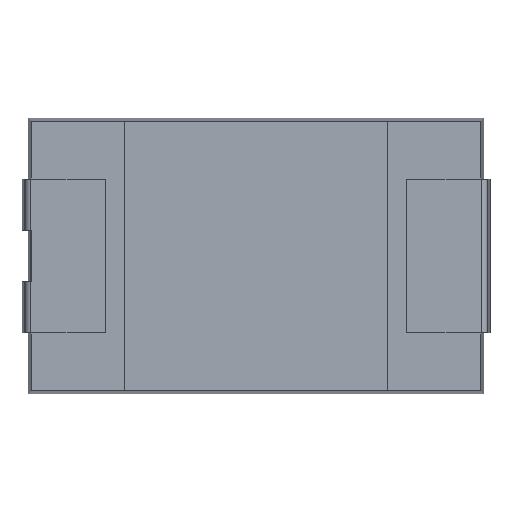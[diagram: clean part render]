
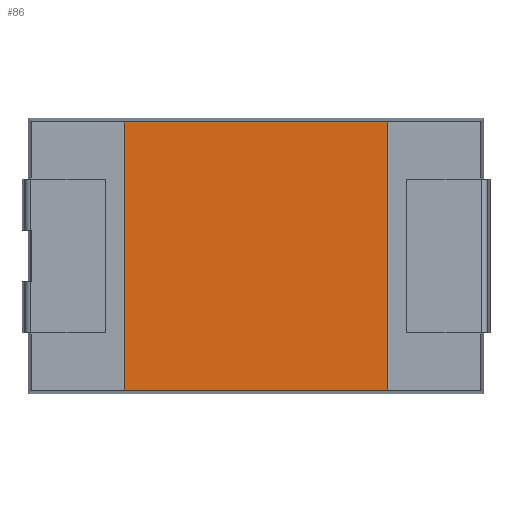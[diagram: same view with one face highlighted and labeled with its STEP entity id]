
A CAD part, front view. The second image highlights one B-rep face of the part: STEP entity #86.
In plain terms, the highlighted planar face has unit normal (0, -1, 0).
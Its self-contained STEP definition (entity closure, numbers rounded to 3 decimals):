
#86 = ADVANCED_FACE ( 'NONE', ( #648 ), #633, .F. ) ;
#87 = EDGE_LOOP ( 'NONE', ( #88, #92, #246, #249 ) ) ;
#88 = ORIENTED_EDGE ( 'NONE', *, *, #89, .T. ) ;
#89 = EDGE_CURVE ( 'NONE', #90, #91, #741, .T. ) ;
#90 = VERTEX_POINT ( 'NONE', #737 ) ;
#91 = VERTEX_POINT ( 'NONE', #736 ) ;
#92 = ORIENTED_EDGE ( 'NONE', *, *, #93, .F. ) ;
#93 = EDGE_CURVE ( 'NONE', #94, #91, #735, .T. ) ;
#94 = VERTEX_POINT ( 'NONE', #731 ) ;
#246 = ORIENTED_EDGE ( 'NONE', *, *, #247, .T. ) ;
#247 = EDGE_CURVE ( 'NONE', #94, #248, #1278, .T. ) ;
#248 = VERTEX_POINT ( 'NONE', #1274 ) ;
#249 = ORIENTED_EDGE ( 'NONE', *, *, #250, .F. ) ;
#250 = EDGE_CURVE ( 'NONE', #90, #248, #1273, .T. ) ;
#632 = AXIS2_PLACEMENT_3D ( 'NONE', #744, #743, #742 ) ;
#633 = PLANE ( 'NONE',  #632 ) ;
#648 = FACE_OUTER_BOUND ( 'NONE', #87, .T. ) ;
#731 = CARTESIAN_POINT ( 'NONE',  ( -2.05, 0., -2.1 ) ) ;
#732 = DIRECTION ( 'NONE',  ( 0., 0., 1. ) ) ;
#733 = VECTOR ( 'NONE', #732, 1000. ) ;
#734 = CARTESIAN_POINT ( 'NONE',  ( -2.05, 0., 2.15 ) ) ;
#735 = LINE ( 'NONE', #734, #733 ) ;
#736 = CARTESIAN_POINT ( 'NONE',  ( -2.05, 0., 2.1 ) ) ;
#737 = CARTESIAN_POINT ( 'NONE',  ( 2.05, 0., 2.1 ) ) ;
#738 = DIRECTION ( 'NONE',  ( -1., 0., 0. ) ) ;
#739 = VECTOR ( 'NONE', #738, 1000. ) ;
#740 = CARTESIAN_POINT ( 'NONE',  ( -3.55, 0., 2.1 ) ) ;
#741 = LINE ( 'NONE', #740, #739 ) ;
#742 = DIRECTION ( 'NONE',  ( 0., 0., 1. ) ) ;
#743 = DIRECTION ( 'NONE',  ( 0., 1., 0. ) ) ;
#744 = CARTESIAN_POINT ( 'NONE',  ( -3.55, 0., 2.15 ) ) ;
#1270 = DIRECTION ( 'NONE',  ( 0., 0., -1. ) ) ;
#1271 = VECTOR ( 'NONE', #1270, 1000. ) ;
#1272 = CARTESIAN_POINT ( 'NONE',  ( 2.05, 0., 2.15 ) ) ;
#1273 = LINE ( 'NONE', #1272, #1271 ) ;
#1274 = CARTESIAN_POINT ( 'NONE',  ( 2.05, 0., -2.1 ) ) ;
#1275 = DIRECTION ( 'NONE',  ( 1., 0., 0. ) ) ;
#1276 = VECTOR ( 'NONE', #1275, 1000. ) ;
#1277 = CARTESIAN_POINT ( 'NONE',  ( -3.55, 0., -2.1 ) ) ;
#1278 = LINE ( 'NONE', #1277, #1276 ) ;
